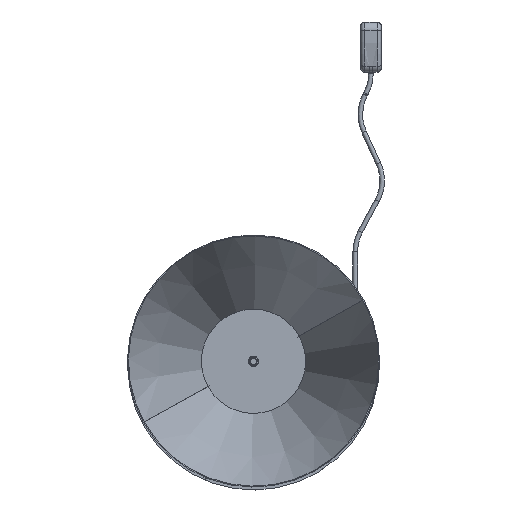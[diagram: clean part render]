
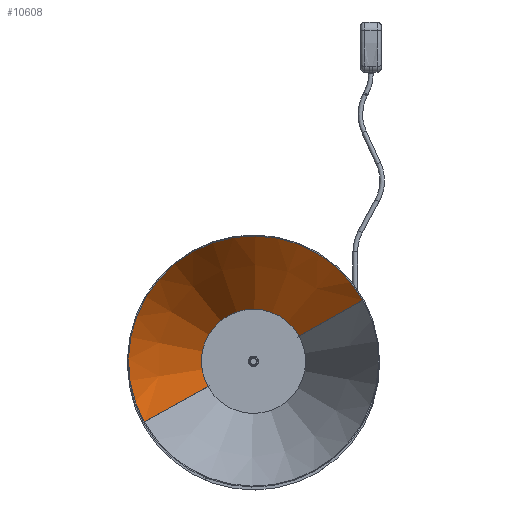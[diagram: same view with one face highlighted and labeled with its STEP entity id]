
A CAD part, top view. The second image highlights one B-rep face of the part: STEP entity #10608.
In plain terms, the highlighted conical face has half-angle 25 degrees and reference radius 149.094 mm.
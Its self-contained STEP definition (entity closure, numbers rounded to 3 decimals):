
#416 = FACE_OUTER_BOUND ( 'NONE', #2723, .T. ) ;
#2717 = DIRECTION ( 'NONE',  ( 0., 0., -1. ) ) ;
#2723 = EDGE_LOOP ( 'NONE', ( #6719, #9818, #32406, #15441 ) ) ;
#3376 = DIRECTION ( 'NONE',  ( 0., 0., -1. ) ) ;
#5122 = CARTESIAN_POINT ( 'NONE',  ( 10.009, 0., 297.845 ) ) ;
#5241 = VECTOR ( 'NONE', #5566, 1000. ) ;
#5255 = VERTEX_POINT ( 'NONE', #17022 ) ;
#5566 = DIRECTION ( 'NONE',  ( 0.423, 0., -0.906 ) ) ;
#5618 = DIRECTION ( 'NONE',  ( 1., 0., 0. ) ) ;
#5656 = CIRCLE ( 'NONE', #11236, 148.897 ) ;
#6719 = ORIENTED_EDGE ( 'NONE', *, *, #16680, .F. ) ;
#8915 = DIRECTION ( 'NONE',  ( -0.423, 0., -0.906 ) ) ;
#9447 = CARTESIAN_POINT ( 'NONE',  ( -10.009, 0., 297.845 ) ) ;
#9818 = ORIENTED_EDGE ( 'NONE', *, *, #26574, .F. ) ;
#10567 = EDGE_CURVE ( 'NONE', #19663, #5255, #5656, .T. ) ;
#10608 = ADVANCED_FACE ( 'NONE', ( #416 ), #22655, .F. ) ;
#11236 = AXIS2_PLACEMENT_3D ( 'NONE', #13432, #29944, #13315 ) ;
#11535 = DIRECTION ( 'NONE',  ( -1., 0., 0. ) ) ;
#13315 = DIRECTION ( 'NONE',  ( 1., 0., 0. ) ) ;
#13418 = CIRCLE ( 'NONE', #19713, 10.009 ) ;
#13432 = CARTESIAN_POINT ( 'NONE',  ( 0., 0., 0. ) ) ;
#14496 = VECTOR ( 'NONE', #8915, 1000. ) ;
#14971 = VERTEX_POINT ( 'NONE', #9447 ) ;
#15441 = ORIENTED_EDGE ( 'NONE', *, *, #10567, .F. ) ;
#16680 = EDGE_CURVE ( 'NONE', #14971, #19663, #27972, .T. ) ;
#17022 = CARTESIAN_POINT ( 'NONE',  ( 148.897, 0., 0. ) ) ;
#19663 = VERTEX_POINT ( 'NONE', #33105 ) ;
#19713 = AXIS2_PLACEMENT_3D ( 'NONE', #20038, #3376, #11535 ) ;
#20038 = CARTESIAN_POINT ( 'NONE',  ( 0., 0., 297.845 ) ) ;
#22270 = CARTESIAN_POINT ( 'NONE',  ( 149.094, 0., -0.423 ) ) ;
#22655 = CONICAL_SURFACE ( 'NONE', #31718, 149.094, 0.436 ) ;
#24023 = LINE ( 'NONE', #22270, #5241 ) ;
#24960 = CARTESIAN_POINT ( 'NONE',  ( 0., 0., -0.423 ) ) ;
#26574 = EDGE_CURVE ( 'NONE', #34763, #14971, #13418, .T. ) ;
#27972 = LINE ( 'NONE', #30925, #14496 ) ;
#29944 = DIRECTION ( 'NONE',  ( 0., 0., 1. ) ) ;
#30700 = EDGE_CURVE ( 'NONE', #34763, #5255, #24023, .T. ) ;
#30925 = CARTESIAN_POINT ( 'NONE',  ( -149.094, 0., -0.423 ) ) ;
#31718 = AXIS2_PLACEMENT_3D ( 'NONE', #24960, #2717, #5618 ) ;
#32406 = ORIENTED_EDGE ( 'NONE', *, *, #30700, .T. ) ;
#33105 = CARTESIAN_POINT ( 'NONE',  ( -148.897, 0., 0. ) ) ;
#34763 = VERTEX_POINT ( 'NONE', #5122 ) ;
